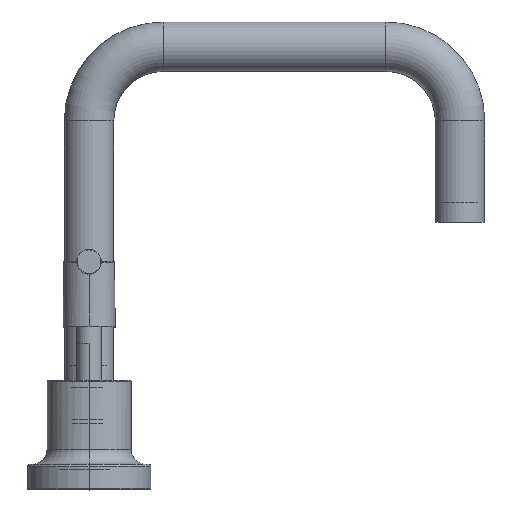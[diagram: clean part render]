
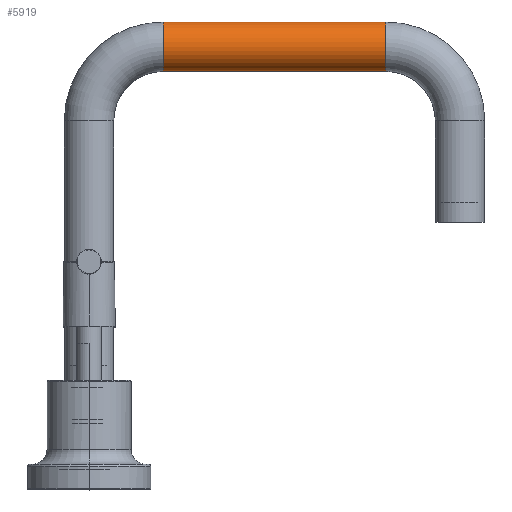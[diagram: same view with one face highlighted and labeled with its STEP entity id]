
A CAD part, top view. The second image highlights one B-rep face of the part: STEP entity #5919.
In plain terms, the highlighted cylindrical face has radius 10 mm (diameter 20 mm), a partial arc.
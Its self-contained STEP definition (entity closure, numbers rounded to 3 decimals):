
#4320=CARTESIAN_POINT('',(30.,135.,0.));
#4321=DIRECTION('',(1.,0.,0.));
#4322=DIRECTION('',(0.,1.,0.));
#4323=AXIS2_PLACEMENT_3D('',#4320,#4321,#4322);
#4330=DIRECTION('',(-1.,0.,0.));
#4331=VECTOR('',#4330,90.);
#4332=CARTESIAN_POINT('',(120.,125.,0.));
#4333=LINE('',#4332,#4331);
#4334=DIRECTION('',(-1.,0.,0.));
#4335=VECTOR('',#4334,90.);
#4336=CARTESIAN_POINT('',(120.,145.,0.));
#4337=LINE('',#4336,#4335);
#4353=CARTESIAN_POINT('',(120.,135.,0.));
#4354=DIRECTION('',(-1.,0.,0.));
#4355=DIRECTION('',(0.,-1.,0.));
#4356=AXIS2_PLACEMENT_3D('',#4353,#4354,#4355);
#5686=CARTESIAN_POINT('',(30.,125.,0.));
#5687=VERTEX_POINT('',#5686);
#5688=CARTESIAN_POINT('',(30.,145.,0.));
#5689=VERTEX_POINT('',#5688);
#5690=CARTESIAN_POINT('',(120.,145.,0.));
#5691=VERTEX_POINT('',#5690);
#5692=CARTESIAN_POINT('',(120.,125.,0.));
#5693=VERTEX_POINT('',#5692);
#5905=CARTESIAN_POINT('',(30.,135.,0.));
#5906=DIRECTION('',(1.,0.,0.));
#5907=DIRECTION('',(0.,1.,0.));
#5908=AXIS2_PLACEMENT_3D('',#5905,#5906,#5907);
#5909=CYLINDRICAL_SURFACE('',#5908,10.);
#5910=ORIENTED_EDGE('',*,*,#5899,.F.);
#5912=ORIENTED_EDGE('',*,*,#5911,.F.);
#5914=ORIENTED_EDGE('',*,*,#5913,.F.);
#5916=ORIENTED_EDGE('',*,*,#5915,.T.);
#5917=EDGE_LOOP('',(#5910,#5912,#5914,#5916));
#5918=FACE_OUTER_BOUND('',#5917,.F.);
#4324=CIRCLE('',#4323,10.);
#4357=CIRCLE('',#4356,10.);
#5899=EDGE_CURVE('',#5689,#5687,#4324,.T.);
#5911=EDGE_CURVE('',#5691,#5689,#4337,.T.);
#5913=EDGE_CURVE('',#5693,#5691,#4357,.T.);
#5915=EDGE_CURVE('',#5693,#5687,#4333,.T.);
#5919=ADVANCED_FACE('',(#5918),#5909,.T.);
